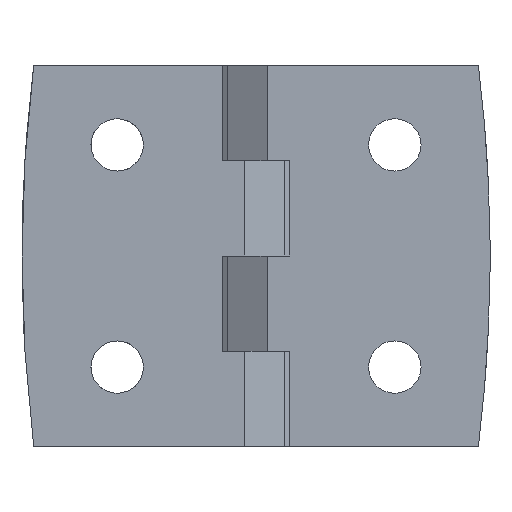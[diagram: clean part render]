
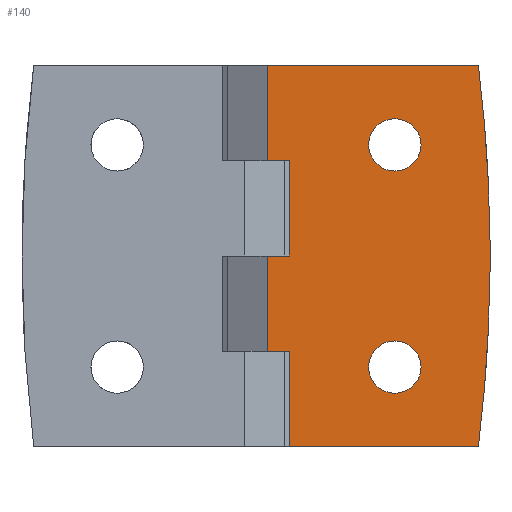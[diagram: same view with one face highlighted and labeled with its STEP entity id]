
A CAD part, front view. The second image highlights one B-rep face of the part: STEP entity #140.
In plain terms, the highlighted planar face has unit normal (0, -1, 0).
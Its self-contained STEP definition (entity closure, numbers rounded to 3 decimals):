
#140 = ADVANCED_FACE( '', ( #284, #285, #286 ), #287, .F. );
#284 = FACE_BOUND( '', #474, .T. );
#285 = FACE_BOUND( '', #475, .T. );
#286 = FACE_OUTER_BOUND( '', #476, .T. );
#287 = PLANE( '', #477 );
#474 = EDGE_LOOP( '', ( #662 ) );
#475 = EDGE_LOOP( '', ( #663 ) );
#476 = EDGE_LOOP( '', ( #664, #665, #666, #667, #668, #669, #670, #671, #672, #673, #674, #675 ) );
#477 = AXIS2_PLACEMENT_3D( '', #676, #677, #678 );
#662 = ORIENTED_EDGE( '', *, *, #1074, .T. );
#663 = ORIENTED_EDGE( '', *, *, #1072, .T. );
#664 = ORIENTED_EDGE( '', *, *, #1075, .T. );
#665 = ORIENTED_EDGE( '', *, *, #1076, .T. );
#666 = ORIENTED_EDGE( '', *, *, #1065, .T. );
#667 = ORIENTED_EDGE( '', *, *, #1077, .T. );
#668 = ORIENTED_EDGE( '', *, *, #1078, .F. );
#669 = ORIENTED_EDGE( '', *, *, #1079, .T. );
#670 = ORIENTED_EDGE( '', *, *, #1080, .F. );
#671 = ORIENTED_EDGE( '', *, *, #1081, .T. );
#672 = ORIENTED_EDGE( '', *, *, #1082, .T. );
#673 = ORIENTED_EDGE( '', *, *, #1083, .F. );
#674 = ORIENTED_EDGE( '', *, *, #1084, .F. );
#675 = ORIENTED_EDGE( '', *, *, #1085, .T. );
#676 = CARTESIAN_POINT( '', ( 1.4, -9., 24. ) );
#677 = DIRECTION( '', ( 0., 1., 0. ) );
#678 = DIRECTION( '', ( 0., 0., 1. ) );
#1065 = EDGE_CURVE( '', #1228, #1229, #1230, .T. );
#1072 = EDGE_CURVE( '', #1241, #1241, #1242, .T. );
#1074 = EDGE_CURVE( '', #1244, #1244, #1245, .T. );
#1075 = EDGE_CURVE( '', #1246, #1247, #1248, .T. );
#1076 = EDGE_CURVE( '', #1247, #1228, #1249, .T. );
#1077 = EDGE_CURVE( '', #1229, #1250, #1251, .F. );
#1078 = EDGE_CURVE( '', #1252, #1250, #1253, .T. );
#1079 = EDGE_CURVE( '', #1252, #1254, #1255, .F. );
#1080 = EDGE_CURVE( '', #1256, #1254, #1257, .T. );
#1081 = EDGE_CURVE( '', #1256, #1258, #1259, .T. );
#1082 = EDGE_CURVE( '', #1258, #1260, #1261, .T. );
#1083 = EDGE_CURVE( '', #1262, #1260, #1263, .T. );
#1084 = EDGE_CURVE( '', #1264, #1262, #1265, .T. );
#1085 = EDGE_CURVE( '', #1264, #1246, #1266, .T. );
#1228 = VERTEX_POINT( '', #1471 );
#1229 = VERTEX_POINT( '', #1472 );
#1230 = LINE( '', #1473, #1474 );
#1241 = VERTEX_POINT( '', #1487 );
#1242 = CIRCLE( '', #1488, 3.3 );
#1244 = VERTEX_POINT( '', #1490 );
#1245 = CIRCLE( '', #1491, 3.3 );
#1246 = VERTEX_POINT( '', #1492 );
#1247 = VERTEX_POINT( '', #1493 );
#1248 = LINE( '', #1494, #1495 );
#1249 = LINE( '', #1496, #1497 );
#1250 = VERTEX_POINT( '', #1498 );
#1251 = CIRCLE( '', #1499, 196.008 );
#1252 = VERTEX_POINT( '', #1500 );
#1253 = LINE( '', #1501, #1502 );
#1254 = VERTEX_POINT( '', #1503 );
#1255 = CIRCLE( '', #1504, 196.008 );
#1256 = VERTEX_POINT( '', #1505 );
#1257 = LINE( '', #1506, #1507 );
#1258 = VERTEX_POINT( '', #1508 );
#1259 = LINE( '', #1509, #1510 );
#1260 = VERTEX_POINT( '', #1511 );
#1261 = LINE( '', #1512, #1513 );
#1262 = VERTEX_POINT( '', #1514 );
#1263 = LINE( '', #1515, #1516 );
#1264 = VERTEX_POINT( '', #1517 );
#1265 = LINE( '', #1518, #1519 );
#1266 = LINE( '', #1520, #1521 );
#1471 = CARTESIAN_POINT( '', ( 4.2, -9., -24. ) );
#1472 = CARTESIAN_POINT( '', ( 28.025, -9., -24. ) );
#1473 = CARTESIAN_POINT( '', ( 1.4, -9., -24. ) );
#1474 = VECTOR( '', #2124, 1000. );
#1487 = CARTESIAN_POINT( '', ( 17.5, -9., 17.3 ) );
#1488 = AXIS2_PLACEMENT_3D( '', #2136, #2137, #2138 );
#1490 = CARTESIAN_POINT( '', ( 17.5, -9., -10.7 ) );
#1491 = AXIS2_PLACEMENT_3D( '', #2139, #2140, #2141 );
#1492 = CARTESIAN_POINT( '', ( 1.4, -9., -12. ) );
#1493 = CARTESIAN_POINT( '', ( 4.2, -9., -12. ) );
#1494 = CARTESIAN_POINT( '', ( 1.4, -9., -12. ) );
#1495 = VECTOR( '', #2142, 1000. );
#1496 = CARTESIAN_POINT( '', ( 4.2, -9., 24. ) );
#1497 = VECTOR( '', #2143, 1000. );
#1498 = CARTESIAN_POINT( '', ( 29.49, -9., -1.98 ) );
#1499 = AXIS2_PLACEMENT_3D( '', #2144, #2145, #2146 );
#1500 = CARTESIAN_POINT( '', ( 29.49, -9., 1.98 ) );
#1501 = CARTESIAN_POINT( '', ( 29.49, -9., 24. ) );
#1502 = VECTOR( '', #2147, 1000. );
#1503 = CARTESIAN_POINT( '', ( 28.025, -9., 24. ) );
#1504 = AXIS2_PLACEMENT_3D( '', #2148, #2149, #2150 );
#1505 = CARTESIAN_POINT( '', ( 1.4, -9., 24. ) );
#1506 = CARTESIAN_POINT( '', ( 1.4, -9., 24. ) );
#1507 = VECTOR( '', #2151, 1000. );
#1508 = CARTESIAN_POINT( '', ( 1.4, -9., 12. ) );
#1509 = CARTESIAN_POINT( '', ( 1.4, -9., 24. ) );
#1510 = VECTOR( '', #2152, 1000. );
#1511 = CARTESIAN_POINT( '', ( 4.2, -9., 12. ) );
#1512 = CARTESIAN_POINT( '', ( 1.4, -9., 12. ) );
#1513 = VECTOR( '', #2153, 1000. );
#1514 = CARTESIAN_POINT( '', ( 4.2, -9., 0. ) );
#1515 = CARTESIAN_POINT( '', ( 4.2, -9., 24. ) );
#1516 = VECTOR( '', #2154, 1000. );
#1517 = CARTESIAN_POINT( '', ( 1.4, -9., 0. ) );
#1518 = CARTESIAN_POINT( '', ( 1.4, -9., 0. ) );
#1519 = VECTOR( '', #2155, 1000. );
#1520 = CARTESIAN_POINT( '', ( 1.4, -9., 24. ) );
#1521 = VECTOR( '', #2156, 1000. );
#2124 = DIRECTION( '', ( 1., 0., 0. ) );
#2136 = CARTESIAN_POINT( '', ( 17.5, -9., 14. ) );
#2137 = DIRECTION( '', ( 0., 1., 0. ) );
#2138 = DIRECTION( '', ( 0., 0., 1. ) );
#2139 = CARTESIAN_POINT( '', ( 17.5, -9., -14. ) );
#2140 = DIRECTION( '', ( 0., 1., 0. ) );
#2141 = DIRECTION( '', ( 0., 0., 1. ) );
#2142 = DIRECTION( '', ( 1., 0., 0. ) );
#2143 = DIRECTION( '', ( 0., 0., -1. ) );
#2144 = CARTESIAN_POINT( '', ( -166.508, -9., 0. ) );
#2145 = DIRECTION( '', ( 0., 1., 0. ) );
#2146 = DIRECTION( '', ( 0., 0., 1. ) );
#2147 = DIRECTION( '', ( 0., 0., -1. ) );
#2148 = CARTESIAN_POINT( '', ( -166.508, -9., 0. ) );
#2149 = DIRECTION( '', ( 0., 1., 0. ) );
#2150 = DIRECTION( '', ( 0., 0., 1. ) );
#2151 = DIRECTION( '', ( 1., 0., 0. ) );
#2152 = DIRECTION( '', ( 0., 0., -1. ) );
#2153 = DIRECTION( '', ( 1., 0., 0. ) );
#2154 = DIRECTION( '', ( 0., 0., 1. ) );
#2155 = DIRECTION( '', ( 1., 0., 0. ) );
#2156 = DIRECTION( '', ( 0., 0., -1. ) );
